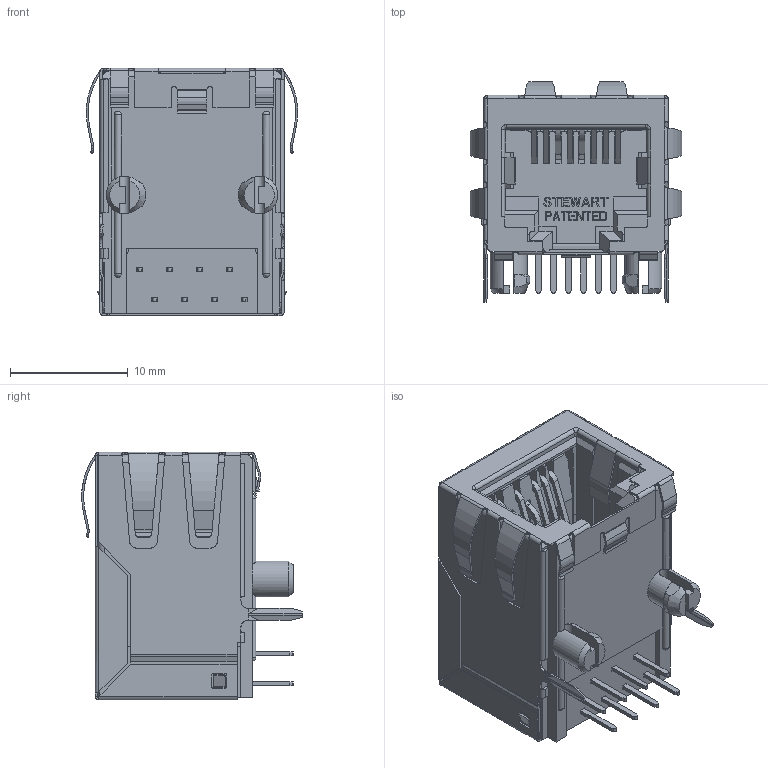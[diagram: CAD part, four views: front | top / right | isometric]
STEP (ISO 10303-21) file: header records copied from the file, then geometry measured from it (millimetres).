
FILE_DESCRIPTION(/* description */ ('STEP AP214'),/* implementation_level */ '2;1');
FILE_NAME(/* name */ 'SS-7188S-A-PG4-BA-50',/* time_stamp */ '2022-09-08T16:11:43+02:00',/* author */ ('License CC BY-ND 4.0'),/* organization */ ('CADENAS'),/* preprocessor_version */ 'ST-DEVELOPER v18.102',/* originating_system */ 'PARTsolutions',/* authorisation */ ' ');
FILE_SCHEMA (('AUTOMOTIVE_DESIGN {1 0 10303 214 3 1 1}'));
Products named in the file (5): SS-7188S-A-PG4-BA-50; SS-7188S-A-PG4-BA-50_PART4; SS-7188S-A-PG4-BA-50_PART3; SS-7188S-A-PG4-BA-50_PART2; SS-7188S-A-PG4-BA-50_PART1
Assembly tree (4 placements, depth 2):
  SS-7188S-A-PG4-BA-50
    SS-7188S-A-PG4-BA-50_PART4
    SS-7188S-A-PG4-BA-50_PART3
    SS-7188S-A-PG4-BA-50_PART2
    SS-7188S-A-PG4-BA-50_PART1
Bounding box: 17.96 x 18.73 x 21.03 mm (x, y, z)
Volume: 2499.7 mm3; surface area: 5728.4 mm2
Topology: 1 solids, 429 shells, 1525 faces, 5355 edges, 4235 vertices
Faces by surface type: plane 1064, cylinder 317, bspline 126, cone 12, torus 4, sphere 2
Entity records: 61067 total; most frequent: CARTESIAN_POINT 20732, ORIENTED_EDGE 8281, DIRECTION 5884, EDGE_CURVE 5351, VERTEX_POINT 4235, B_SPLINE_CURVE_WITH_KNOTS 2671, LINE 2268, VECTOR 2268
